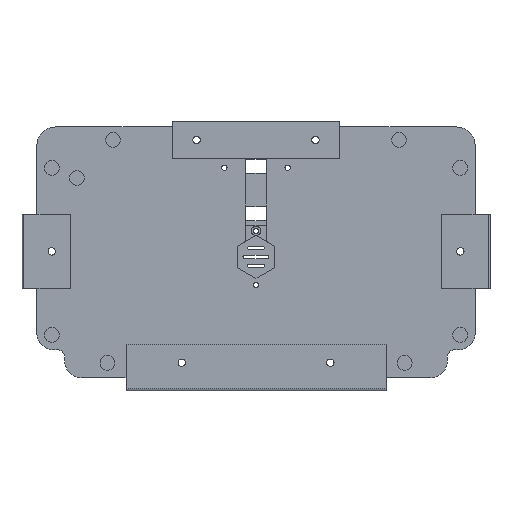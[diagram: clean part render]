
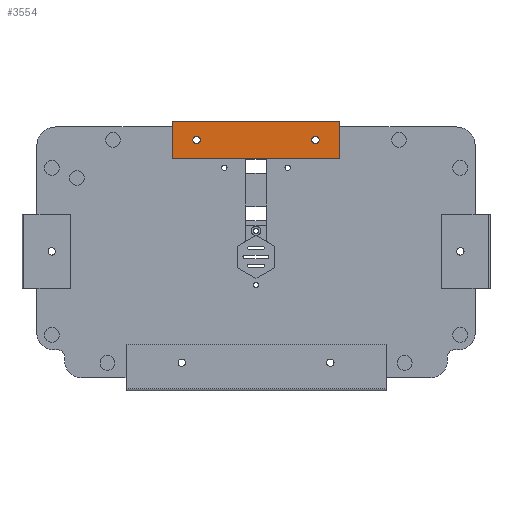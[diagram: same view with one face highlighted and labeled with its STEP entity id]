
A CAD part, top view. The second image highlights one B-rep face of the part: STEP entity #3554.
In plain terms, the highlighted planar face has unit normal (0, 0, 1).
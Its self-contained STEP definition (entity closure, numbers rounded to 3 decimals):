
#43 = PLANE('',#44);
#44 = AXIS2_PLACEMENT_3D('',#45,#46,#47);
#45 = CARTESIAN_POINT('',(45.,73.,-5.));
#46 = DIRECTION('',(1.,0.,0.));
#47 = DIRECTION('',(0.,-1.,0.));
#68 = VERTEX_POINT('',#69);
#69 = CARTESIAN_POINT('',(45.,73.,5.));
#83 = PLANE('',#84);
#84 = AXIS2_PLACEMENT_3D('',#85,#86,#87);
#85 = CARTESIAN_POINT('',(0.,73.,-5.));
#86 = DIRECTION('',(0.,-1.,0.));
#87 = DIRECTION('',(0.,0.,-1.));
#95 = EDGE_CURVE('',#68,#96,#98,.T.);
#96 = VERTEX_POINT('',#97);
#97 = CARTESIAN_POINT('',(45.,53.,5.));
#98 = SURFACE_CURVE('',#99,(#103,#110),.PCURVE_S1.);
#99 = LINE('',#100,#101);
#100 = CARTESIAN_POINT('',(45.,73.,5.));
#101 = VECTOR('',#102,1.);
#102 = DIRECTION('',(0.,-1.,0.));
#103 = PCURVE('',#43,#104);
#104 = DEFINITIONAL_REPRESENTATION('',(#105),#109);
#105 = LINE('',#106,#107);
#106 = CARTESIAN_POINT('',(0.,-10.));
#107 = VECTOR('',#108,1.);
#108 = DIRECTION('',(1.,0.));
#109 = ( GEOMETRIC_REPRESENTATION_CONTEXT(2) 
PARAMETRIC_REPRESENTATION_CONTEXT() REPRESENTATION_CONTEXT('2D SPACE',''
  ) );
#110 = PCURVE('',#111,#116);
#111 = PLANE('',#112);
#112 = AXIS2_PLACEMENT_3D('',#113,#114,#115);
#113 = CARTESIAN_POINT('',(0.,73.,5.));
#114 = DIRECTION('',(0.,0.,-1.));
#115 = DIRECTION('',(-1.,0.,0.));
#116 = DEFINITIONAL_REPRESENTATION('',(#117),#121);
#117 = LINE('',#118,#119);
#118 = CARTESIAN_POINT('',(-45.,0.));
#119 = VECTOR('',#120,1.);
#120 = DIRECTION('',(0.,-1.));
#121 = ( GEOMETRIC_REPRESENTATION_CONTEXT(2) 
PARAMETRIC_REPRESENTATION_CONTEXT() REPRESENTATION_CONTEXT('2D SPACE',''
  ) );
#139 = PLANE('',#140);
#140 = AXIS2_PLACEMENT_3D('',#141,#142,#143);
#141 = CARTESIAN_POINT('',(-45.,53.,0.));
#142 = DIRECTION('',(0.,1.,0.));
#143 = DIRECTION('',(0.,0.,1.));
#619 = PLANE('',#620);
#620 = AXIS2_PLACEMENT_3D('',#621,#622,#623);
#621 = CARTESIAN_POINT('',(-45.,73.,-5.));
#622 = DIRECTION('',(-1.,-0.,-0.));
#623 = DIRECTION('',(0.,1.,0.));
#3511 = EDGE_CURVE('',#96,#3512,#3514,.T.);
#3512 = VERTEX_POINT('',#3513);
#3513 = CARTESIAN_POINT('',(-45.,53.,5.));
#3514 = SURFACE_CURVE('',#3515,(#3519,#3526),.PCURVE_S1.);
#3515 = LINE('',#3516,#3517);
#3516 = CARTESIAN_POINT('',(45.,53.,5.));
#3517 = VECTOR('',#3518,1.);
#3518 = DIRECTION('',(-1.,0.,0.));
#3519 = PCURVE('',#139,#3520);
#3520 = DEFINITIONAL_REPRESENTATION('',(#3521),#3525);
#3521 = LINE('',#3522,#3523);
#3522 = CARTESIAN_POINT('',(5.,90.));
#3523 = VECTOR('',#3524,1.);
#3524 = DIRECTION('',(0.,-1.));
#3525 = ( GEOMETRIC_REPRESENTATION_CONTEXT(2) 
PARAMETRIC_REPRESENTATION_CONTEXT() REPRESENTATION_CONTEXT('2D SPACE',''
  ) );
#3526 = PCURVE('',#111,#3527);
#3527 = DEFINITIONAL_REPRESENTATION('',(#3528),#3532);
#3528 = LINE('',#3529,#3530);
#3529 = CARTESIAN_POINT('',(-45.,-20.));
#3530 = VECTOR('',#3531,1.);
#3531 = DIRECTION('',(1.,0.));
#3532 = ( GEOMETRIC_REPRESENTATION_CONTEXT(2) 
PARAMETRIC_REPRESENTATION_CONTEXT() REPRESENTATION_CONTEXT('2D SPACE',''
  ) );
#3554 = ADVANCED_FACE('',(#3555,#3603,#3634),#111,.F.);
#3555 = FACE_BOUND('',#3556,.T.);
#3556 = EDGE_LOOP('',(#3557,#3580,#3581,#3582));
#3557 = ORIENTED_EDGE('',*,*,#3558,.T.);
#3558 = EDGE_CURVE('',#3559,#3512,#3561,.T.);
#3559 = VERTEX_POINT('',#3560);
#3560 = CARTESIAN_POINT('',(-45.,73.,5.));
#3561 = SURFACE_CURVE('',#3562,(#3566,#3573),.PCURVE_S1.);
#3562 = LINE('',#3563,#3564);
#3563 = CARTESIAN_POINT('',(-45.,73.,5.));
#3564 = VECTOR('',#3565,1.);
#3565 = DIRECTION('',(0.,-1.,0.));
#3566 = PCURVE('',#111,#3567);
#3567 = DEFINITIONAL_REPRESENTATION('',(#3568),#3572);
#3568 = LINE('',#3569,#3570);
#3569 = CARTESIAN_POINT('',(45.,0.));
#3570 = VECTOR('',#3571,1.);
#3571 = DIRECTION('',(0.,-1.));
#3572 = ( GEOMETRIC_REPRESENTATION_CONTEXT(2) 
PARAMETRIC_REPRESENTATION_CONTEXT() REPRESENTATION_CONTEXT('2D SPACE',''
  ) );
#3573 = PCURVE('',#619,#3574);
#3574 = DEFINITIONAL_REPRESENTATION('',(#3575),#3579);
#3575 = LINE('',#3576,#3577);
#3576 = CARTESIAN_POINT('',(-0.,-10.));
#3577 = VECTOR('',#3578,1.);
#3578 = DIRECTION('',(-1.,0.));
#3579 = ( GEOMETRIC_REPRESENTATION_CONTEXT(2) 
PARAMETRIC_REPRESENTATION_CONTEXT() REPRESENTATION_CONTEXT('2D SPACE',''
  ) );
#3580 = ORIENTED_EDGE('',*,*,#3511,.F.);
#3581 = ORIENTED_EDGE('',*,*,#95,.F.);
#3582 = ORIENTED_EDGE('',*,*,#3583,.F.);
#3583 = EDGE_CURVE('',#3559,#68,#3584,.T.);
#3584 = SURFACE_CURVE('',#3585,(#3589,#3596),.PCURVE_S1.);
#3585 = LINE('',#3586,#3587);
#3586 = CARTESIAN_POINT('',(0.,73.,5.));
#3587 = VECTOR('',#3588,1.);
#3588 = DIRECTION('',(1.,0.,0.));
#3589 = PCURVE('',#111,#3590);
#3590 = DEFINITIONAL_REPRESENTATION('',(#3591),#3595);
#3591 = LINE('',#3592,#3593);
#3592 = CARTESIAN_POINT('',(0.,0.));
#3593 = VECTOR('',#3594,1.);
#3594 = DIRECTION('',(-1.,0.));
#3595 = ( GEOMETRIC_REPRESENTATION_CONTEXT(2) 
PARAMETRIC_REPRESENTATION_CONTEXT() REPRESENTATION_CONTEXT('2D SPACE',''
  ) );
#3596 = PCURVE('',#83,#3597);
#3597 = DEFINITIONAL_REPRESENTATION('',(#3598),#3602);
#3598 = LINE('',#3599,#3600);
#3599 = CARTESIAN_POINT('',(-10.,0.));
#3600 = VECTOR('',#3601,1.);
#3601 = DIRECTION('',(0.,1.));
#3602 = ( GEOMETRIC_REPRESENTATION_CONTEXT(2) 
PARAMETRIC_REPRESENTATION_CONTEXT() REPRESENTATION_CONTEXT('2D SPACE',''
  ) );
#3603 = FACE_BOUND('',#3604,.F.);
#3604 = EDGE_LOOP('',(#3605));
#3605 = ORIENTED_EDGE('',*,*,#3606,.F.);
#3606 = EDGE_CURVE('',#3607,#3607,#3609,.T.);
#3607 = VERTEX_POINT('',#3608);
#3608 = CARTESIAN_POINT('',(-34.,63.,5.));
#3609 = SURFACE_CURVE('',#3610,(#3615,#3622),.PCURVE_S1.);
#3610 = CIRCLE('',#3611,2.);
#3611 = AXIS2_PLACEMENT_3D('',#3612,#3613,#3614);
#3612 = CARTESIAN_POINT('',(-32.,63.,5.));
#3613 = DIRECTION('',(0.,0.,-1.));
#3614 = DIRECTION('',(-1.,-0.,-0.));
#3615 = PCURVE('',#111,#3616);
#3616 = DEFINITIONAL_REPRESENTATION('',(#3617),#3621);
#3617 = CIRCLE('',#3618,2.);
#3618 = AXIS2_PLACEMENT_2D('',#3619,#3620);
#3619 = CARTESIAN_POINT('',(32.,-10.));
#3620 = DIRECTION('',(1.,0.));
#3621 = ( GEOMETRIC_REPRESENTATION_CONTEXT(2) 
PARAMETRIC_REPRESENTATION_CONTEXT() REPRESENTATION_CONTEXT('2D SPACE',''
  ) );
#3622 = PCURVE('',#3623,#3628);
#3623 = CYLINDRICAL_SURFACE('',#3624,2.);
#3624 = AXIS2_PLACEMENT_3D('',#3625,#3626,#3627);
#3625 = CARTESIAN_POINT('',(-32.,63.,0.));
#3626 = DIRECTION('',(0.,0.,1.));
#3627 = DIRECTION('',(-1.,0.,0.));
#3628 = DEFINITIONAL_REPRESENTATION('',(#3629),#3633);
#3629 = LINE('',#3630,#3631);
#3630 = CARTESIAN_POINT('',(-0.,5.));
#3631 = VECTOR('',#3632,1.);
#3632 = DIRECTION('',(-1.,0.));
#3633 = ( GEOMETRIC_REPRESENTATION_CONTEXT(2) 
PARAMETRIC_REPRESENTATION_CONTEXT() REPRESENTATION_CONTEXT('2D SPACE',''
  ) );
#3634 = FACE_BOUND('',#3635,.F.);
#3635 = EDGE_LOOP('',(#3636));
#3636 = ORIENTED_EDGE('',*,*,#3637,.T.);
#3637 = EDGE_CURVE('',#3638,#3638,#3640,.T.);
#3638 = VERTEX_POINT('',#3639);
#3639 = CARTESIAN_POINT('',(34.,63.,5.));
#3640 = SURFACE_CURVE('',#3641,(#3646,#3657),.PCURVE_S1.);
#3641 = CIRCLE('',#3642,2.);
#3642 = AXIS2_PLACEMENT_3D('',#3643,#3644,#3645);
#3643 = CARTESIAN_POINT('',(32.,63.,5.));
#3644 = DIRECTION('',(-0.,0.,1.));
#3645 = DIRECTION('',(1.,0.,0.));
#3646 = PCURVE('',#111,#3647);
#3647 = DEFINITIONAL_REPRESENTATION('',(#3648),#3656);
#3648 = ( BOUNDED_CURVE() B_SPLINE_CURVE(2,(#3649,#3650,#3651,#3652,
#3653,#3654,#3655),.UNSPECIFIED.,.T.,.F.) B_SPLINE_CURVE_WITH_KNOTS((1,2
    ,2,2,2,1),(-2.094,0.,2.094,4.189,
6.283,8.378),.UNSPECIFIED.) CURVE() 
GEOMETRIC_REPRESENTATION_ITEM() RATIONAL_B_SPLINE_CURVE((1.,0.5,1.,0.5,
1.,0.5,1.)) REPRESENTATION_ITEM('') );
#3649 = CARTESIAN_POINT('',(-34.,-10.));
#3650 = CARTESIAN_POINT('',(-34.,-6.536));
#3651 = CARTESIAN_POINT('',(-31.,-8.268));
#3652 = CARTESIAN_POINT('',(-28.,-10.));
#3653 = CARTESIAN_POINT('',(-31.,-11.732));
#3654 = CARTESIAN_POINT('',(-34.,-13.464));
#3655 = CARTESIAN_POINT('',(-34.,-10.));
#3656 = ( GEOMETRIC_REPRESENTATION_CONTEXT(2) 
PARAMETRIC_REPRESENTATION_CONTEXT() REPRESENTATION_CONTEXT('2D SPACE',''
  ) );
#3657 = PCURVE('',#3658,#3663);
#3658 = CYLINDRICAL_SURFACE('',#3659,2.);
#3659 = AXIS2_PLACEMENT_3D('',#3660,#3661,#3662);
#3660 = CARTESIAN_POINT('',(32.,63.,0.));
#3661 = DIRECTION('',(0.,0.,1.));
#3662 = DIRECTION('',(1.,0.,0.));
#3663 = DEFINITIONAL_REPRESENTATION('',(#3664),#3668);
#3664 = LINE('',#3665,#3666);
#3665 = CARTESIAN_POINT('',(0.,5.));
#3666 = VECTOR('',#3667,1.);
#3667 = DIRECTION('',(1.,0.));
#3668 = ( GEOMETRIC_REPRESENTATION_CONTEXT(2) 
PARAMETRIC_REPRESENTATION_CONTEXT() REPRESENTATION_CONTEXT('2D SPACE',''
  ) );
